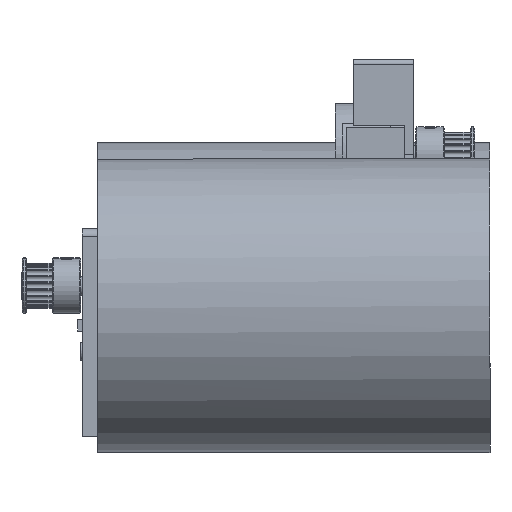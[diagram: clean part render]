
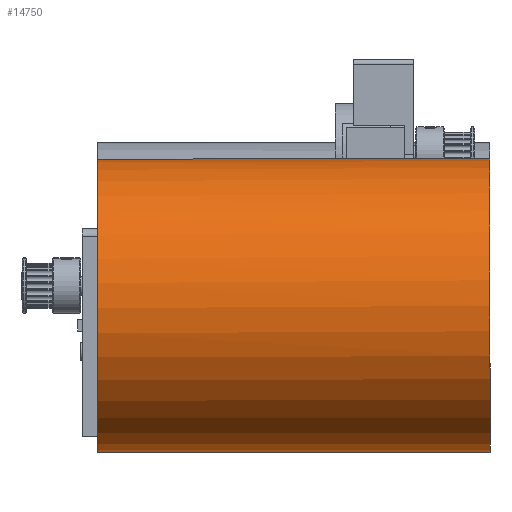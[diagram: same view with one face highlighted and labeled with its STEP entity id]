
A CAD part, left-side view. The second image highlights one B-rep face of the part: STEP entity #14750.
In plain terms, the highlighted cylindrical face has radius 40 mm (diameter 80 mm), a full revolution.
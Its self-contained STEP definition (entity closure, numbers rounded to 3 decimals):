
#1237=CYLINDRICAL_SURFACE('',#15735,40.);
#1504=LINE('',#21859,#2781);
#1507=LINE('',#21865,#2784);
#1508=LINE('',#21869,#2785);
#1509=LINE('',#21872,#2786);
#1510=LINE('',#21876,#2787);
#2781=VECTOR('',#17378,1.);
#2784=VECTOR('',#17383,1.);
#2785=VECTOR('',#17386,1.);
#2786=VECTOR('',#17389,40.);
#2787=VECTOR('',#17392,1.);
#4166=FACE_OUTER_BOUND('',#4985,.T.);
#4985=EDGE_LOOP('',(#10109,#10110,#10111,#10112,#10113,#10114,#10115,#10116,
#10117,#10118,#10119,#10120));
#5905=CIRCLE('',#15714,40.);
#5907=CIRCLE('',#15717,40.);
#5919=CIRCLE('',#15736,40.);
#5920=CIRCLE('',#15737,40.);
#5921=CIRCLE('',#15738,40.);
#5922=CIRCLE('',#15739,40.);
#6539=VERTEX_POINT('',#21797);
#6541=VERTEX_POINT('',#21802);
#6542=VERTEX_POINT('',#21803);
#6564=VERTEX_POINT('',#21858);
#6566=VERTEX_POINT('',#21864);
#6567=VERTEX_POINT('',#21866);
#6568=VERTEX_POINT('',#21868);
#6569=VERTEX_POINT('',#21870);
#6570=VERTEX_POINT('',#21873);
#6571=VERTEX_POINT('',#21875);
#7936=EDGE_CURVE('',#6539,#6539,#5905,.T.);
#7938=EDGE_CURVE('',#6541,#6542,#5907,.T.);
#7965=EDGE_CURVE('',#6541,#6564,#1504,.T.);
#7968=EDGE_CURVE('',#6542,#6566,#1507,.T.);
#7969=EDGE_CURVE('',#6566,#6567,#5919,.T.);
#7970=EDGE_CURVE('',#6567,#6568,#1508,.T.);
#7971=EDGE_CURVE('',#6568,#6569,#5920,.T.);
#7972=EDGE_CURVE('',#6569,#6539,#1509,.T.);
#7973=EDGE_CURVE('',#6569,#6570,#5921,.T.);
#7974=EDGE_CURVE('',#6571,#6570,#1510,.T.);
#7975=EDGE_CURVE('',#6571,#6564,#5922,.T.);
#10109=ORIENTED_EDGE('',*,*,#7938,.T.);
#10110=ORIENTED_EDGE('',*,*,#7968,.T.);
#10111=ORIENTED_EDGE('',*,*,#7969,.T.);
#10112=ORIENTED_EDGE('',*,*,#7970,.T.);
#10113=ORIENTED_EDGE('',*,*,#7971,.T.);
#10114=ORIENTED_EDGE('',*,*,#7972,.T.);
#10115=ORIENTED_EDGE('',*,*,#7936,.F.);
#10116=ORIENTED_EDGE('',*,*,#7972,.F.);
#10117=ORIENTED_EDGE('',*,*,#7973,.T.);
#10118=ORIENTED_EDGE('',*,*,#7974,.F.);
#10119=ORIENTED_EDGE('',*,*,#7975,.T.);
#10120=ORIENTED_EDGE('',*,*,#7965,.F.);
#14750=ADVANCED_FACE('',(#4166),#1237,.T.);
#15714=AXIS2_PLACEMENT_3D('',#21798,#17321,#17322);
#15717=AXIS2_PLACEMENT_3D('',#21804,#17327,#17328);
#15735=AXIS2_PLACEMENT_3D('',#21863,#17381,#17382);
#15736=AXIS2_PLACEMENT_3D('',#21867,#17384,#17385);
#15737=AXIS2_PLACEMENT_3D('',#21871,#17387,#17388);
#15738=AXIS2_PLACEMENT_3D('',#21874,#17390,#17391);
#15739=AXIS2_PLACEMENT_3D('',#21877,#17393,#17394);
#17321=DIRECTION('center_axis',(0.,0.,1.));
#17322=DIRECTION('ref_axis',(1.,0.,0.));
#17327=DIRECTION('center_axis',(0.,0.,1.));
#17328=DIRECTION('ref_axis',(1.,0.,0.));
#17378=DIRECTION('',(0.,0.,1.));
#17381=DIRECTION('center_axis',(0.,0.,-1.));
#17382=DIRECTION('ref_axis',(1.,0.,0.));
#17383=DIRECTION('',(0.,0.,1.));
#17384=DIRECTION('center_axis',(0.,0.,1.));
#17385=DIRECTION('ref_axis',(1.,0.,0.));
#17386=DIRECTION('',(0.,0.,1.));
#17387=DIRECTION('center_axis',(0.,0.,1.));
#17388=DIRECTION('ref_axis',(1.,0.,0.));
#17389=DIRECTION('',(0.,0.,1.));
#17390=DIRECTION('center_axis',(0.,0.,1.));
#17391=DIRECTION('ref_axis',(1.,0.,0.));
#17392=DIRECTION('',(0.,0.,1.));
#17393=DIRECTION('center_axis',(0.,0.,1.));
#17394=DIRECTION('ref_axis',(1.,0.,0.));
#21797=CARTESIAN_POINT('',(229.035,40.547,111.05));
#21798=CARTESIAN_POINT('Origin',(269.035,40.547,111.05));
#21802=CARTESIAN_POINT('',(232.431,24.418,4.25));
#21803=CARTESIAN_POINT('',(231.926,55.476,4.25));
#21804=CARTESIAN_POINT('Origin',(269.035,40.547,4.25));
#21858=CARTESIAN_POINT('',(232.431,24.418,12.05));
#21859=CARTESIAN_POINT('',(232.431,24.418,4.25));
#21863=CARTESIAN_POINT('Origin',(269.035,40.547,4.25));
#21864=CARTESIAN_POINT('',(231.926,55.476,12.05));
#21865=CARTESIAN_POINT('',(231.926,55.476,4.25));
#21866=CARTESIAN_POINT('',(229.778,48.222,12.05));
#21867=CARTESIAN_POINT('Origin',(269.035,40.547,12.05));
#21868=CARTESIAN_POINT('',(229.778,48.222,82.05));
#21869=CARTESIAN_POINT('',(229.778,48.222,12.05));
#21870=CARTESIAN_POINT('',(229.035,40.547,82.05));
#21871=CARTESIAN_POINT('Origin',(269.035,40.547,82.05));
#21872=CARTESIAN_POINT('',(229.035,40.547,4.25));
#21873=CARTESIAN_POINT('',(230.95,28.318,82.05));
#21874=CARTESIAN_POINT('Origin',(269.035,40.547,82.05));
#21875=CARTESIAN_POINT('',(230.95,28.318,12.05));
#21876=CARTESIAN_POINT('',(230.95,28.318,12.05));
#21877=CARTESIAN_POINT('Origin',(269.035,40.547,12.05));
